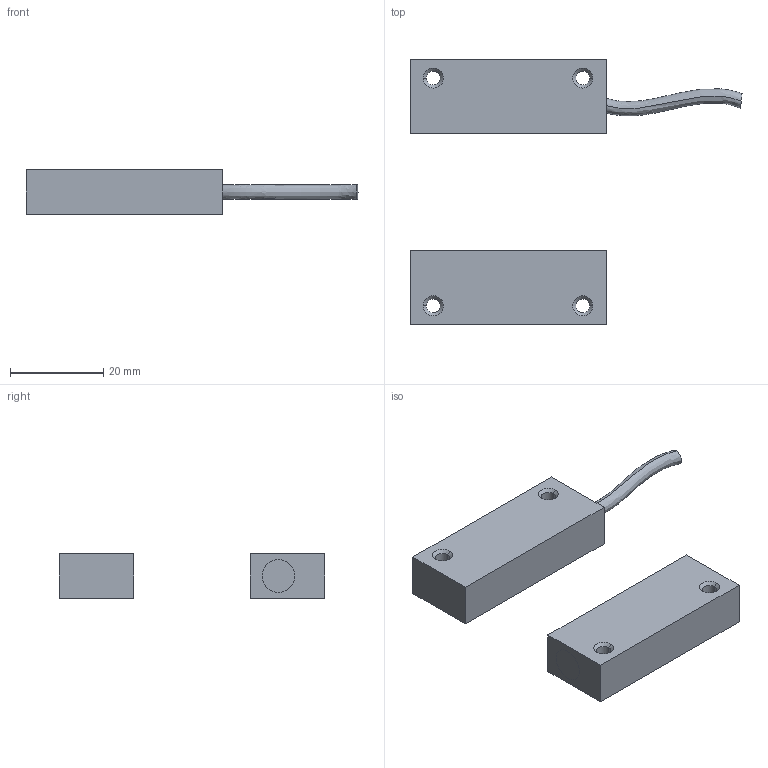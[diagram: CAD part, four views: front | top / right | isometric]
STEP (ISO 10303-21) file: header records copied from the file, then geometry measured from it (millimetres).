
FILE_DESCRIPTION (( 'STEP AP214' ), '1' );
FILE_NAME ('MS901_CLW2.STEP', '2021-08-02T07:40:16', ( '' ), ( '' ), 'SwSTEP 2.0', 'SolidWorks 2020', '' );
FILE_SCHEMA (( 'AUTOMOTIVE_DESIGN' ));
Length unit declared in the file: millimetre
Products named in the file (3): MS901_AIMANT; MS901_CLW2; MS901
Assembly tree (2 placements, depth 2):
  MS901_CLW2
    MS901
    MS901_AIMANT
Bounding box: 71.11 x 56.8 x 9.6 mm (x, y, z)
Volume: 12759.1 mm3; surface area: 5465.4 mm2
Topology: 2 solids, 2 shells, 41 faces, 90 edges, 56 vertices
Faces by surface type: cone 16, plane 15, cylinder 8, bspline 2
Entity records: 1382 total; most frequent: CARTESIAN_POINT 332, DIRECTION 216, ORIENTED_EDGE 180, EDGE_CURVE 90, AXIS2_PLACEMENT_3D 84, VERTEX_POINT 56, EDGE_LOOP 52, LINE 48
